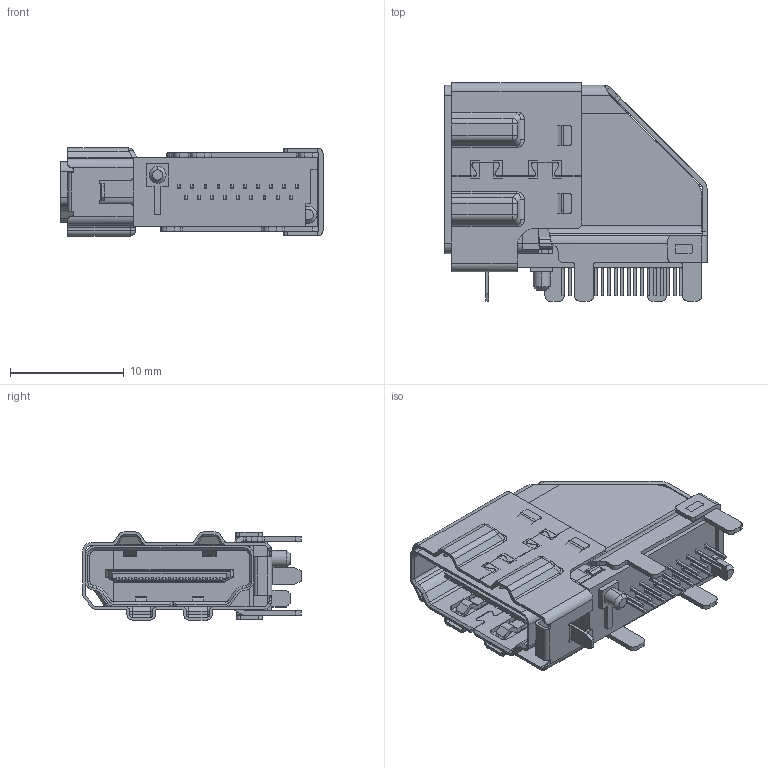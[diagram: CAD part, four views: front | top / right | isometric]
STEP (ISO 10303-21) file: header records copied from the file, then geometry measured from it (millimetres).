
FILE_DESCRIPTION((''),'2;1');
FILE_NAME('RAVHD19ETR_SW0008','2021-02-04T12:47:02',('T_Kehl'),(''),'CREO PARAMETRIC BY PTC INC, 2020154','CREO PARAMETRIC BY PTC INC, 2020154','');
FILE_SCHEMA(('AUTOMOTIVE_DESIGN { 1 0 10303 214 1 1 1 1 }'));
Products named in the file (1): RAVHD19ETR_SW0008
Bounding box: 23.06 x 19.25 x 7.75 mm (x, y, z)
Surface area: 4166.5 mm2 (no closed solid volume)
Topology: 0 solids, 21 shells, 1169 faces, 3986 edges, 2790 vertices
Faces by surface type: plane 835, cylinder 270, bspline 36, cone 11, sphere 8, torus 8, extrusion 1
Entity records: 66463 total; most frequent: CARTESIAN_POINT 23793, ORIENTED_EDGE 7232, DIRECTION 6727, EDGE_CURVE 3982, VECTOR 3133, LINE 3132, VERTEX_POINT 2790, AXIS2_PLACEMENT_3D 1797
